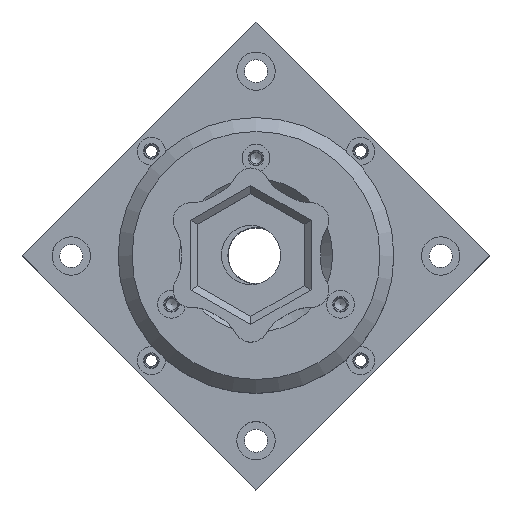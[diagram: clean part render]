
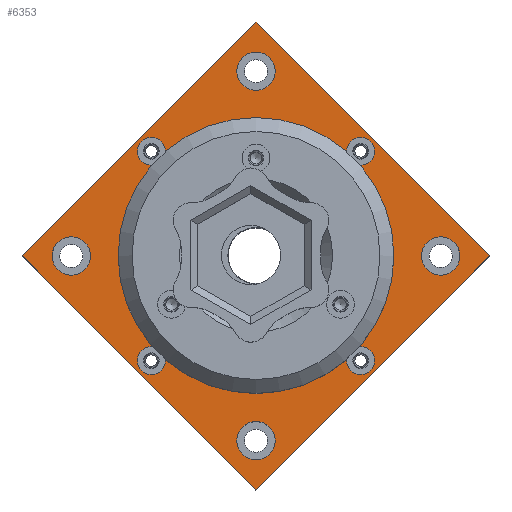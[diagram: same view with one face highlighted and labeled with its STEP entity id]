
A CAD part, top view. The second image highlights one B-rep face of the part: STEP entity #6353.
In plain terms, the highlighted planar face has unit normal (0, 0, 1).
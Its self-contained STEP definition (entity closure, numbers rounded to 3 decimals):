
#186=FACE_BOUND('',#1157,.T.);
#187=FACE_BOUND('',#1158,.T.);
#188=FACE_BOUND('',#1159,.T.);
#189=FACE_BOUND('',#1160,.T.);
#190=FACE_BOUND('',#1161,.T.);
#191=FACE_BOUND('',#1162,.T.);
#192=FACE_BOUND('',#1163,.T.);
#193=FACE_BOUND('',#1164,.T.);
#194=FACE_BOUND('',#1165,.T.);
#377=PLANE('',#7142);
#727=FACE_OUTER_BOUND('',#1156,.T.);
#1156=EDGE_LOOP('',(#5475,#5476,#5477,#5478));
#1157=EDGE_LOOP('',(#5479));
#1158=EDGE_LOOP('',(#5480));
#1159=EDGE_LOOP('',(#5481));
#1160=EDGE_LOOP('',(#5482));
#1161=EDGE_LOOP('',(#5483));
#1162=EDGE_LOOP('',(#5484));
#1163=EDGE_LOOP('',(#5485));
#1164=EDGE_LOOP('',(#5486));
#1165=EDGE_LOOP('',(#5487));
#1571=CIRCLE('',#7092,5.5);
#1573=CIRCLE('',#7095,5.5);
#1575=CIRCLE('',#7098,5.5);
#1577=CIRCLE('',#7101,5.5);
#1580=CIRCLE('',#7105,37.2);
#1584=CIRCLE('',#7112,4.);
#1588=CIRCLE('',#7119,4.);
#1592=CIRCLE('',#7126,4.);
#1596=CIRCLE('',#7133,4.);
#2076=LINE('',#15031,#2414);
#2079=LINE('',#15037,#2417);
#2082=LINE('',#15043,#2420);
#2085=LINE('',#15047,#2423);
#2414=VECTOR('',#8769,10.);
#2417=VECTOR('',#8774,10.);
#2420=VECTOR('',#8779,10.);
#2423=VECTOR('',#8784,10.);
#2939=VERTEX_POINT('',#14936);
#2941=VERTEX_POINT('',#14942);
#2943=VERTEX_POINT('',#14948);
#2945=VERTEX_POINT('',#14954);
#2948=VERTEX_POINT('',#14962);
#2952=VERTEX_POINT('',#14974);
#2956=VERTEX_POINT('',#14987);
#2960=VERTEX_POINT('',#15000);
#2964=VERTEX_POINT('',#15013);
#2969=VERTEX_POINT('',#15028);
#2970=VERTEX_POINT('',#15030);
#2972=VERTEX_POINT('',#15036);
#2974=VERTEX_POINT('',#15042);
#3782=EDGE_CURVE('',#2939,#2939,#1571,.T.);
#3785=EDGE_CURVE('',#2941,#2941,#1573,.T.);
#3788=EDGE_CURVE('',#2943,#2943,#1575,.T.);
#3791=EDGE_CURVE('',#2945,#2945,#1577,.T.);
#3796=EDGE_CURVE('',#2948,#2948,#1580,.T.);
#3800=EDGE_CURVE('',#2952,#2952,#1584,.T.);
#3806=EDGE_CURVE('',#2956,#2956,#1588,.T.);
#3812=EDGE_CURVE('',#2960,#2960,#1592,.T.);
#3818=EDGE_CURVE('',#2964,#2964,#1596,.T.);
#3826=EDGE_CURVE('',#2970,#2969,#2076,.T.);
#3829=EDGE_CURVE('',#2972,#2970,#2079,.T.);
#3832=EDGE_CURVE('',#2974,#2972,#2082,.T.);
#3835=EDGE_CURVE('',#2969,#2974,#2085,.T.);
#5475=ORIENTED_EDGE('',*,*,#3835,.T.);
#5476=ORIENTED_EDGE('',*,*,#3832,.T.);
#5477=ORIENTED_EDGE('',*,*,#3829,.T.);
#5478=ORIENTED_EDGE('',*,*,#3826,.T.);
#5479=ORIENTED_EDGE('',*,*,#3782,.T.);
#5480=ORIENTED_EDGE('',*,*,#3785,.T.);
#5481=ORIENTED_EDGE('',*,*,#3788,.T.);
#5482=ORIENTED_EDGE('',*,*,#3791,.T.);
#5483=ORIENTED_EDGE('',*,*,#3796,.T.);
#5484=ORIENTED_EDGE('',*,*,#3800,.T.);
#5485=ORIENTED_EDGE('',*,*,#3806,.T.);
#5486=ORIENTED_EDGE('',*,*,#3812,.T.);
#5487=ORIENTED_EDGE('',*,*,#3818,.T.);
#6353=ADVANCED_FACE('',(#727,#186,#187,#188,#189,#190,#191,#192,#193,#194),
#377,.T.);
#7092=AXIS2_PLACEMENT_3D('',#14937,#8659,#8660);
#7095=AXIS2_PLACEMENT_3D('',#14943,#8666,#8667);
#7098=AXIS2_PLACEMENT_3D('',#14949,#8673,#8674);
#7101=AXIS2_PLACEMENT_3D('',#14955,#8680,#8681);
#7105=AXIS2_PLACEMENT_3D('',#14964,#8690,#8691);
#7112=AXIS2_PLACEMENT_3D('',#14975,#8704,#8705);
#7119=AXIS2_PLACEMENT_3D('',#14988,#8720,#8721);
#7126=AXIS2_PLACEMENT_3D('',#15001,#8736,#8737);
#7133=AXIS2_PLACEMENT_3D('',#15014,#8752,#8753);
#7142=AXIS2_PLACEMENT_3D('',#15048,#8785,#8786);
#8659=DIRECTION('center_axis',(0.,0.,-1.));
#8660=DIRECTION('ref_axis',(1.,0.,0.));
#8666=DIRECTION('center_axis',(0.,0.,-1.));
#8667=DIRECTION('ref_axis',(1.,0.,0.));
#8673=DIRECTION('center_axis',(0.,0.,-1.));
#8674=DIRECTION('ref_axis',(1.,0.,0.));
#8680=DIRECTION('center_axis',(0.,0.,-1.));
#8681=DIRECTION('ref_axis',(1.,0.,0.));
#8690=DIRECTION('center_axis',(0.,0.,-1.));
#8691=DIRECTION('ref_axis',(-1.,0.,0.));
#8704=DIRECTION('center_axis',(0.,0.,-1.));
#8705=DIRECTION('ref_axis',(1.,0.,0.));
#8720=DIRECTION('center_axis',(0.,0.,-1.));
#8721=DIRECTION('ref_axis',(1.,0.,0.));
#8736=DIRECTION('center_axis',(0.,0.,-1.));
#8737=DIRECTION('ref_axis',(1.,0.,0.));
#8752=DIRECTION('center_axis',(0.,0.,-1.));
#8753=DIRECTION('ref_axis',(1.,0.,0.));
#8769=DIRECTION('',(0.,-1.,0.));
#8774=DIRECTION('',(-1.,0.,0.));
#8779=DIRECTION('',(0.,1.,0.));
#8784=DIRECTION('',(1.,0.,0.));
#8785=DIRECTION('center_axis',(0.,0.,1.));
#8786=DIRECTION('ref_axis',(1.,0.,0.));
#14936=CARTESIAN_POINT('',(32.,37.5,10.));
#14937=CARTESIAN_POINT('Origin',(37.5,37.5,10.));
#14942=CARTESIAN_POINT('',(-43.,-37.5,10.));
#14943=CARTESIAN_POINT('Origin',(-37.5,-37.5,10.));
#14948=CARTESIAN_POINT('',(-43.,37.5,10.));
#14949=CARTESIAN_POINT('Origin',(-37.5,37.5,10.));
#14954=CARTESIAN_POINT('',(32.,-37.5,10.));
#14955=CARTESIAN_POINT('Origin',(37.5,-37.5,10.));
#14962=CARTESIAN_POINT('',(37.2,0.,10.));
#14964=CARTESIAN_POINT('Origin',(0.,0.,10.));
#14974=CARTESIAN_POINT('',(38.5,0.,10.));
#14975=CARTESIAN_POINT('Origin',(42.5,0.,10.));
#14987=CARTESIAN_POINT('',(-46.5,0.,10.));
#14988=CARTESIAN_POINT('Origin',(-42.5,0.,10.));
#15000=CARTESIAN_POINT('',(-4.,42.5,10.));
#15001=CARTESIAN_POINT('Origin',(0.,42.5,10.));
#15013=CARTESIAN_POINT('',(-4.,-42.5,10.));
#15014=CARTESIAN_POINT('Origin',(0.,-42.5,10.));
#15028=CARTESIAN_POINT('',(-47.5,-47.5,10.));
#15030=CARTESIAN_POINT('',(-47.5,47.5,10.));
#15031=CARTESIAN_POINT('',(-47.5,-47.5,10.));
#15036=CARTESIAN_POINT('',(47.5,47.5,10.));
#15037=CARTESIAN_POINT('',(-47.5,47.5,10.));
#15042=CARTESIAN_POINT('',(47.5,-47.5,10.));
#15043=CARTESIAN_POINT('',(47.5,47.5,10.));
#15047=CARTESIAN_POINT('',(47.5,-47.5,10.));
#15048=CARTESIAN_POINT('Origin',(0.,0.,
10.));
